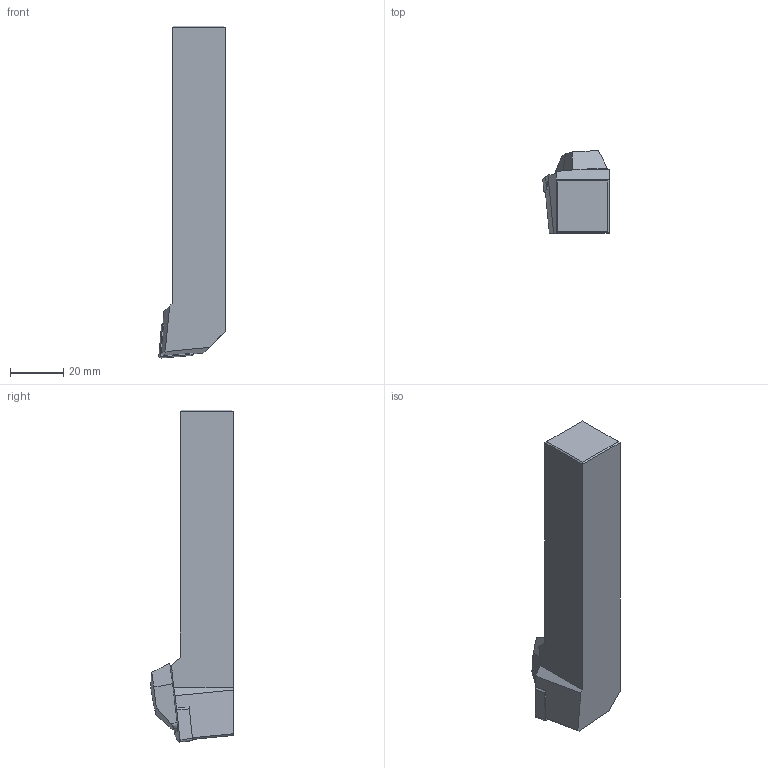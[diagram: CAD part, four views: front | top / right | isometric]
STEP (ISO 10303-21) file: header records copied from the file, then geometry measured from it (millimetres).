
FILE_DESCRIPTION((''),'2;1');
FILE_NAME('70508620_ASM','2018-08-20T13:28:41',('piechottad'),(''),'CREO PARAMETRIC BY PTC INC, 2017380','CREO PARAMETRIC BY PTC INC, 2017380','');
FILE_SCHEMA(('AUTOMOTIVE_DESIGN { 1 0 10303 214 1 1 1 1 }'));
Length unit declared in the file: millimetre
Products named in the file (3): 70508620NC; 70508620C; 70508620_ASM
Assembly tree (2 placements, depth 2):
  70508620_ASM
    70508620NC
    70508620C
Bounding box: 24.96 x 31.11 x 124.97 mm (x, y, z)
Volume: 52362 mm3; surface area: 11899.6 mm2
Topology: 2 solids, 2 shells, 49 faces, 132 edges, 88 vertices
Faces by surface type: plane 38, cylinder 6, cone 3, torus 2
Entity records: 3269 total; most frequent: DIRECTION 338, CARTESIAN_POINT 337, ORIENTED_EDGE 242, PRESENTATION_STYLE_ASSIGNMENT 176, STYLED_ITEM 176, CURVE_STYLE 173, PROPERTY_DEFINITION 163, REPRESENTATION 161
